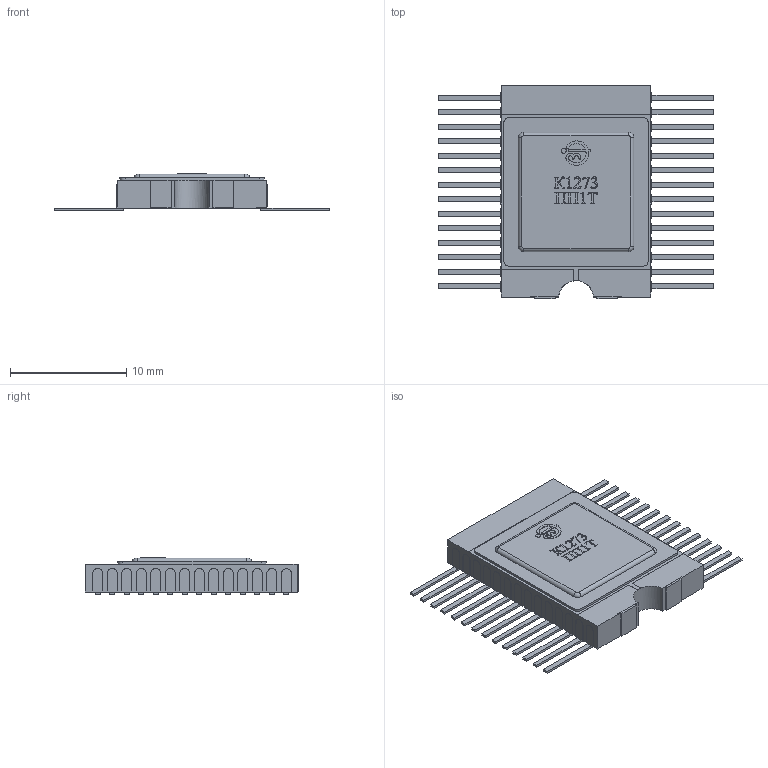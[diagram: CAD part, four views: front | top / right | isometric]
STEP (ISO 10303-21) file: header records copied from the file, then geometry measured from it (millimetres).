
FILE_DESCRIPTION(/* description */ ('Unknown'),/* implementation_level */ '2;1');
FILE_NAME(/* name */ '4119.28-3_К1273ПП1Т',/* time_stamp */ '2021-02-05T00:28:22+03:00',/* author */ ('Unknown'),/* organization */ ('Unknown'),/* preprocessor_version */ 'ST-DEVELOPER v16.7',/* originating_system */ 'Solid Edge',/* authorisation */ 'Unknown');
FILE_SCHEMA (('AP242_MANAGED_MODEL_BASED_3D_ENGINEERING_MIM_LF { 1 0 10303 442 1 1 4 }','AUTOMOTIVE_DESIGN {1 0 10303 214 3 1 1}'));
Length unit declared in the file: millimetre
Products named in the file (1): 4119.28-3
Bounding box: 23.75 x 18.38 x 3.17 mm (x, y, z)
Volume: 637.3 mm3; surface area: 891.1 mm2
Topology: 2 solids, 2 shells, 776 faces, 2134 edges, 1375 vertices
Faces by surface type: plane 650, cylinder 92, bspline 30, torus 4
Full cylindrical faces by diameter (mm): 0.427 x1
Entity records: 30839 total; most frequent: CARTESIAN_POINT 6028, ORIENTED_EDGE 4266, DIRECTION 3632, EDGE_CURVE 2133, LINE 1746, VECTOR 1746, VERTEX_POINT 1375, AXIS2_PLACEMENT_3D 943
